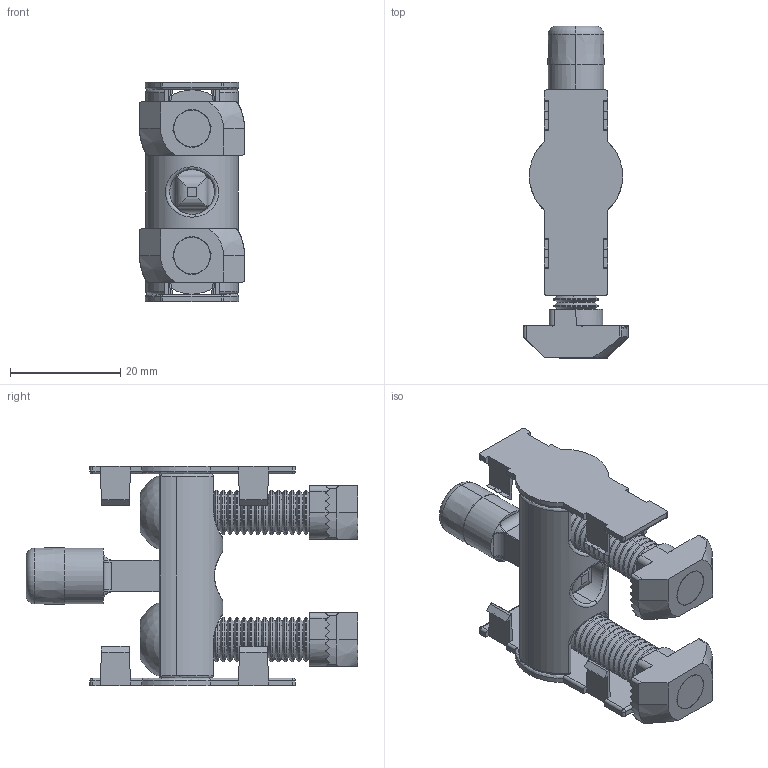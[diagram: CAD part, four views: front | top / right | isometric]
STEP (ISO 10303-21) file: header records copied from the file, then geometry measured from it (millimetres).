
FILE_DESCRIPTION (( 'STEP AP214' ), '1' );
FILE_NAME ('099c401.STEP', '2013-01-14T09:26:36', ( '' ), ( '' ), 'SwSTEP 2.0', 'SolidWorks 2012', '' );
FILE_SCHEMA (( 'AUTOMOTIVE_DESIGN' ));
Length unit declared in the file: millimetre
Products named in the file (6): 4iso7380m0835m_4 ISO 7380 M8 35 m S01; 096h10430_096 h 10 8 30; kt20002006_Standard; kt20002002_kt 20002 002; 099c401r01_099 c 401 r01; 099c401
Assembly tree (8 placements, depth 2):
  099c401
    099c401r01_099 c 401 r01
    kt20002002_kt 20002 002
    kt20002006_Standard  x2
    096h10430_096 h 10 8 30  x2
    4iso7380m0835m_4 ISO 7380 M8 35 m S01  x2
Bounding box: 19 x 60.06 x 39.8 mm (x, y, z)
Volume: 11931.5 mm3; surface area: 11060.7 mm2
Topology: 8 solids, 8 shells, 921 faces, 2391 edges, 1464 vertices
Faces by surface type: plane 307, cylinder 303, cone 224, sphere 40, bspline 24, torus 23
Entity records: 17204 total; most frequent: CARTESIAN_POINT 4411, DIRECTION 2714, ORIENTED_EDGE 2646, EDGE_CURVE 1323, AXIS2_PLACEMENT_3D 1022, VERTEX_POINT 811, VECTOR 670, LINE 670
